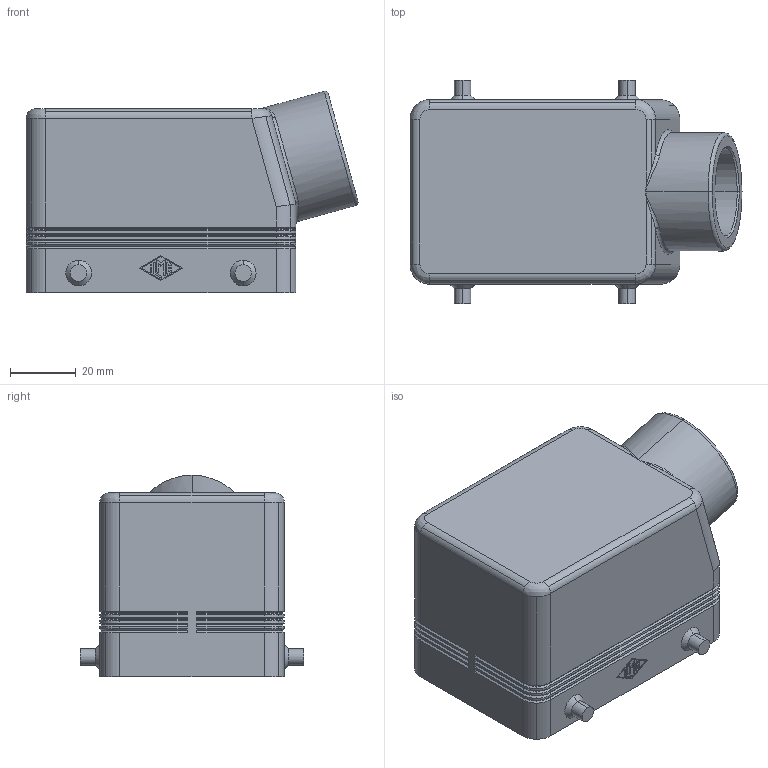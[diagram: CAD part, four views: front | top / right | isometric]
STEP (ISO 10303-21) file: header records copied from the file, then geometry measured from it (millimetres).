
FILE_DESCRIPTION((''),'2;1');
FILE_NAME('CHOW 50.stp','2006-12-13T10:03:43',('gembarski'),(''),'Autodesk Inventor 7','Autodesk Inventor 7','');
FILE_SCHEMA(('AUTOMOTIVE_DESIGN { 1 0 10303 214 1 1 1 1 }'));
Length unit declared in the file: millimetre
Products named in the file (1): CHOW 50
Bounding box: 100.88 x 68 x 61.28 mm (x, y, z)
Volume: 75921.4 mm3; surface area: 41566.1 mm2
Topology: 1 solids, 1 shells, 448 faces, 1076 edges, 640 vertices
Faces by surface type: plane 150, cylinder 128, bspline 86, cone 78, torus 6
Entity records: 14193 total; most frequent: CARTESIAN_POINT 3943, DIRECTION 2140, ORIENTED_EDGE 2120, EDGE_CURVE 1060, AXIS2_PLACEMENT_3D 741, VECTOR 658, LINE 658, VERTEX_POINT 640
